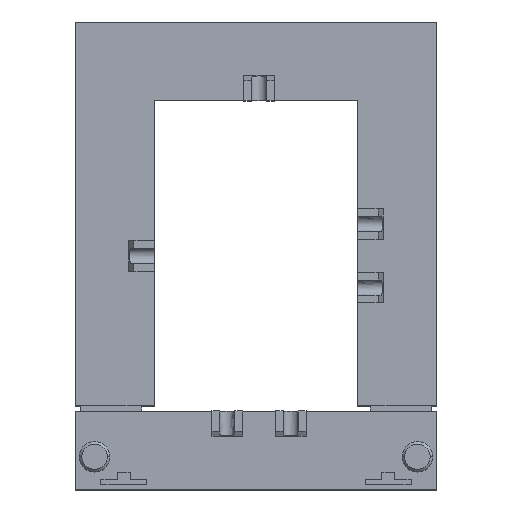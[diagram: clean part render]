
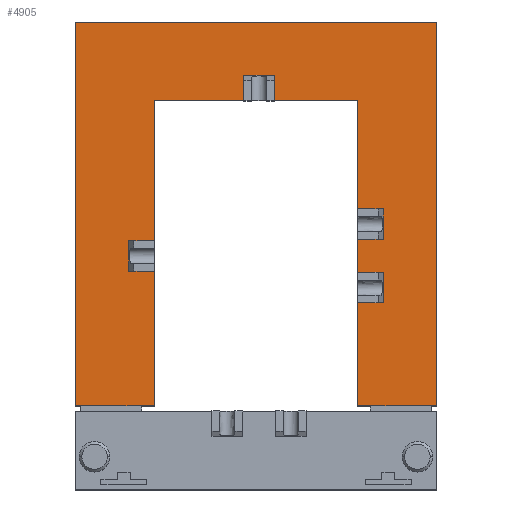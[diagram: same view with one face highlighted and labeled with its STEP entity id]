
A CAD part, top view. The second image highlights one B-rep face of the part: STEP entity #4905.
In plain terms, the highlighted free-form (B-spline) face has degree [1, 1] with [2, 2] control points.
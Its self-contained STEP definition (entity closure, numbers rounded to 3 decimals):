
#4021=CARTESIAN_POINT('',(40.,153.,16.0));
#4022=VERTEX_POINT('',#4021);
#4031=CARTESIAN_POINT('',(7.194,153.,16.0));
#4032=VERTEX_POINT('',#4031);
#4033=CARTESIAN_POINT('',(40.,153.,16.0));
#4034=DIRECTION('',(-1.0,0.0,0.0));
#4035=VECTOR('',#4034,32.807);
#4036=LINE('',#4033,#4035);
#4037=EDGE_CURVE('',#4022,#4032,#4036,.T.);
#4088=CARTESIAN_POINT('',(-4.806,153.,16.0));
#4089=VERTEX_POINT('',#4088);
#4096=CARTESIAN_POINT('',(-40.,153.,16.0));
#4097=VERTEX_POINT('',#4096);
#4098=CARTESIAN_POINT('',(-4.806,153.,16.0));
#4099=DIRECTION('',(-1.0,0.0,0.0));
#4100=VECTOR('',#4099,35.193);
#4101=LINE('',#4098,#4100);
#4102=EDGE_CURVE('',#4089,#4097,#4101,.T.);
#4256=CARTESIAN_POINT('',(7.194,163.,16.0));
#4257=VERTEX_POINT('',#4256);
#4264=CARTESIAN_POINT('',(-4.806,163.,16.0));
#4265=VERTEX_POINT('',#4264);
#4266=CARTESIAN_POINT('',(-4.806,163.,16.0));
#4267=DIRECTION('',(1.0,0.0,0.0));
#4268=VECTOR('',#4267,12.0);
#4269=LINE('',#4266,#4268);
#4270=EDGE_CURVE('',#4265,#4257,#4269,.T.);
#4292=CARTESIAN_POINT('',(7.194,163.,16.0));
#4293=DIRECTION('',(0.0,-1.0,0.0));
#4294=VECTOR('',#4293,10.);
#4295=LINE('',#4292,#4294);
#4296=EDGE_CURVE('',#4257,#4032,#4295,.T.);
#4308=CARTESIAN_POINT('',(-4.806,153.,16.0));
#4309=DIRECTION('',(0.0,1.0,0.0));
#4310=VECTOR('',#4309,10.);
#4311=LINE('',#4308,#4310);
#4312=EDGE_CURVE('',#4089,#4265,#4311,.T.);
#4323=CARTESIAN_POINT('',(71.,184.,16.0));
#4324=VERTEX_POINT('',#4323);
#4325=CARTESIAN_POINT('',(-71.,184.,16.0));
#4326=VERTEX_POINT('',#4325);
#4327=CARTESIAN_POINT('',(71.,184.,16.0));
#4328=DIRECTION('',(-1.0,0.0,0.0));
#4329=VECTOR('',#4328,142.0);
#4330=LINE('',#4327,#4329);
#4331=EDGE_CURVE('',#4324,#4326,#4330,.T.);
#4381=CARTESIAN_POINT('',(-40.,33.,16.0));
#4382=VERTEX_POINT('',#4381);
#4389=CARTESIAN_POINT('',(-71.,33.,16.0));
#4390=VERTEX_POINT('',#4389);
#4391=CARTESIAN_POINT('',(-71.,33.,16.0));
#4392=DIRECTION('',(1.0,0.0,0.0));
#4393=VECTOR('',#4392,31.);
#4394=LINE('',#4391,#4393);
#4395=EDGE_CURVE('',#4390,#4382,#4394,.T.);
#4445=CARTESIAN_POINT('',(-49.999,86.,16.0));
#4446=VERTEX_POINT('',#4445);
#4453=CARTESIAN_POINT('',(-40.,86.,16.0));
#4454=VERTEX_POINT('',#4453);
#4455=CARTESIAN_POINT('',(-40.,86.,16.0));
#4456=DIRECTION('',(-1.0,0.0,0.0));
#4457=VECTOR('',#4456,10.);
#4458=LINE('',#4455,#4457);
#4459=EDGE_CURVE('',#4454,#4446,#4458,.T.);
#4477=CARTESIAN_POINT('',(-49.999,98.,16.0));
#4478=VERTEX_POINT('',#4477);
#4493=CARTESIAN_POINT('',(-40.,98.,16.0));
#4494=VERTEX_POINT('',#4493);
#4501=CARTESIAN_POINT('',(-49.999,98.,16.0));
#4502=DIRECTION('',(1.0,0.0,0.0));
#4503=VECTOR('',#4502,10.);
#4504=LINE('',#4501,#4503);
#4505=EDGE_CURVE('',#4478,#4494,#4504,.T.);
#4532=CARTESIAN_POINT('',(-49.999,86.,16.0));
#4533=DIRECTION('',(0.0,1.0,0.0));
#4534=VECTOR('',#4533,12.0);
#4535=LINE('',#4532,#4534);
#4536=EDGE_CURVE('',#4446,#4478,#4535,.T.);
#4604=CARTESIAN_POINT('',(-40.,33.,16.0));
#4605=DIRECTION('',(0.0,1.0,0.0));
#4606=VECTOR('',#4605,53.);
#4607=LINE('',#4604,#4606);
#4608=EDGE_CURVE('',#4382,#4454,#4607,.T.);
#4618=CARTESIAN_POINT('',(-40.,98.,16.0));
#4619=DIRECTION('',(0.0,1.0,0.0));
#4620=VECTOR('',#4619,55.);
#4621=LINE('',#4618,#4620);
#4622=EDGE_CURVE('',#4494,#4097,#4621,.T.);
#4726=CARTESIAN_POINT('',(-71.,184.,16.0));
#4727=DIRECTION('',(0.0,-1.0,0.0));
#4728=VECTOR('',#4727,151.);
#4729=LINE('',#4726,#4728);
#4730=EDGE_CURVE('',#4326,#4390,#4729,.T.);
#4759=CARTESIAN_POINT('',(71.,33.,16.0));
#4760=VERTEX_POINT('',#4759);
#4767=CARTESIAN_POINT('',(40.,33.,16.0));
#4768=VERTEX_POINT('',#4767);
#4769=CARTESIAN_POINT('',(40.,33.,16.0));
#4770=DIRECTION('',(1.0,0.0,0.0));
#4771=VECTOR('',#4770,31.);
#4772=LINE('',#4769,#4771);
#4773=EDGE_CURVE('',#4768,#4760,#4772,.T.);
#4808=CARTESIAN_POINT('',(-71.,184.,16.0));
#4809=CARTESIAN_POINT('',(71.,184.,16.0));
#4810=CARTESIAN_POINT('',(-71.,33.,16.0));
#4811=CARTESIAN_POINT('',(71.,33.,16.0));
#4812=B_SPLINE_SURFACE_WITH_KNOTS('',1,1,((#4808,#4810),(#4809,#4811)),.UNSPECIFIED.,.F.,.F.,.U.,(2,2),(2,2),(0.0,142.),(0.0,151.),.UNSPECIFIED.);
#4813=CARTESIAN_POINT('',(40.,110.5,16.0));
#4814=VERTEX_POINT('',#4813);
#4815=CARTESIAN_POINT('',(40.,153.,16.0));
#4816=DIRECTION('',(0.0,-1.0,0.0));
#4817=VECTOR('',#4816,42.5);
#4818=LINE('',#4815,#4817);
#4819=EDGE_CURVE('',#4022,#4814,#4818,.T.);
#4820=ORIENTED_EDGE('',*,*,#4819,.T.);
#4821=CARTESIAN_POINT('',(49.999,110.5,16.0));
#4822=VERTEX_POINT('',#4821);
#4823=CARTESIAN_POINT('',(49.999,110.5,16.0));
#4824=DIRECTION('',(-1.0,0.0,0.0));
#4825=VECTOR('',#4824,9.999);
#4826=LINE('',#4823,#4825);
#4827=EDGE_CURVE('',#4822,#4814,#4826,.T.);
#4828=ORIENTED_EDGE('',*,*,#4827,.F.);
#4829=CARTESIAN_POINT('',(49.999,98.5,16.0));
#4830=VERTEX_POINT('',#4829);
#4831=CARTESIAN_POINT('',(49.999,98.5,16.0));
#4832=DIRECTION('',(0.0,1.0,0.0));
#4833=VECTOR('',#4832,12.0);
#4834=LINE('',#4831,#4833);
#4835=EDGE_CURVE('',#4830,#4822,#4834,.T.);
#4836=ORIENTED_EDGE('',*,*,#4835,.F.);
#4837=CARTESIAN_POINT('',(40.,98.5,16.0));
#4838=VERTEX_POINT('',#4837);
#4839=CARTESIAN_POINT('',(40.,98.5,16.0));
#4840=DIRECTION('',(1.0,0.0,0.0));
#4841=VECTOR('',#4840,9.999);
#4842=LINE('',#4839,#4841);
#4843=EDGE_CURVE('',#4838,#4830,#4842,.T.);
#4844=ORIENTED_EDGE('',*,*,#4843,.F.);
#4845=CARTESIAN_POINT('',(40.,85.499,16.0));
#4846=VERTEX_POINT('',#4845);
#4847=CARTESIAN_POINT('',(40.,98.5,16.0));
#4848=DIRECTION('',(0.0,-1.0,0.0));
#4849=VECTOR('',#4848,13.);
#4850=LINE('',#4847,#4849);
#4851=EDGE_CURVE('',#4838,#4846,#4850,.T.);
#4852=ORIENTED_EDGE('',*,*,#4851,.T.);
#4853=CARTESIAN_POINT('',(49.999,85.499,16.0));
#4854=VERTEX_POINT('',#4853);
#4855=CARTESIAN_POINT('',(49.999,85.499,16.0));
#4856=DIRECTION('',(-1.0,0.0,0.0));
#4857=VECTOR('',#4856,9.999);
#4858=LINE('',#4855,#4857);
#4859=EDGE_CURVE('',#4854,#4846,#4858,.T.);
#4860=ORIENTED_EDGE('',*,*,#4859,.F.);
#4861=CARTESIAN_POINT('',(49.999,73.499,16.0));
#4862=VERTEX_POINT('',#4861);
#4863=CARTESIAN_POINT('',(49.999,73.499,16.0));
#4864=DIRECTION('',(0.0,1.0,0.0));
#4865=VECTOR('',#4864,12.0);
#4866=LINE('',#4863,#4865);
#4867=EDGE_CURVE('',#4862,#4854,#4866,.T.);
#4868=ORIENTED_EDGE('',*,*,#4867,.F.);
#4869=CARTESIAN_POINT('',(40.,73.499,16.0));
#4870=VERTEX_POINT('',#4869);
#4871=CARTESIAN_POINT('',(40.,73.499,16.0));
#4872=DIRECTION('',(1.0,0.0,0.0));
#4873=VECTOR('',#4872,9.999);
#4874=LINE('',#4871,#4873);
#4875=EDGE_CURVE('',#4870,#4862,#4874,.T.);
#4876=ORIENTED_EDGE('',*,*,#4875,.F.);
#4877=CARTESIAN_POINT('',(40.,73.499,16.0));
#4878=DIRECTION('',(0.0,-1.0,0.0));
#4879=VECTOR('',#4878,40.5);
#4880=LINE('',#4877,#4879);
#4881=EDGE_CURVE('',#4870,#4768,#4880,.T.);
#4882=ORIENTED_EDGE('',*,*,#4881,.T.);
#4883=ORIENTED_EDGE('',*,*,#4773,.T.);
#4884=CARTESIAN_POINT('',(71.,33.,16.0));
#4885=DIRECTION('',(0.0,1.0,0.0));
#4886=VECTOR('',#4885,151.);
#4887=LINE('',#4884,#4886);
#4888=EDGE_CURVE('',#4760,#4324,#4887,.T.);
#4889=ORIENTED_EDGE('',*,*,#4888,.T.);
#4890=ORIENTED_EDGE('',*,*,#4331,.T.);
#4891=ORIENTED_EDGE('',*,*,#4730,.T.);
#4892=ORIENTED_EDGE('',*,*,#4395,.T.);
#4893=ORIENTED_EDGE('',*,*,#4608,.T.);
#4894=ORIENTED_EDGE('',*,*,#4459,.T.);
#4895=ORIENTED_EDGE('',*,*,#4536,.T.);
#4896=ORIENTED_EDGE('',*,*,#4505,.T.);
#4897=ORIENTED_EDGE('',*,*,#4622,.T.);
#4898=ORIENTED_EDGE('',*,*,#4102,.F.);
#4899=ORIENTED_EDGE('',*,*,#4312,.T.);
#4900=ORIENTED_EDGE('',*,*,#4270,.T.);
#4901=ORIENTED_EDGE('',*,*,#4296,.T.);
#4902=ORIENTED_EDGE('',*,*,#4037,.F.);
#4903=EDGE_LOOP('',(#4820,#4828,#4836,#4844,#4852,#4860,#4868,#4876,#4882,#4883,#4889,#4890,#4891,#4892,#4893,#4894,#4895,#4896,#4897,#4898,#4899,#4900,#4901,#4902));
#4904=FACE_OUTER_BOUND('',#4903,.T.);
#4905=ADVANCED_FACE('',(#4904),#4812,.F.);
